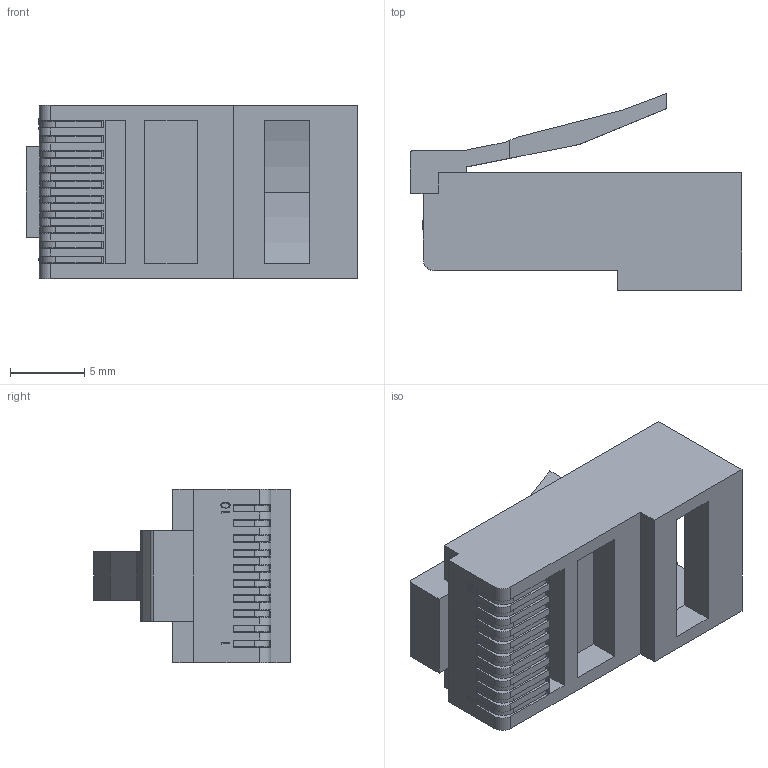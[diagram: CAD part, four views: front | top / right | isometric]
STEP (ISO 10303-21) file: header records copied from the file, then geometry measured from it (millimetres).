
FILE_DESCRIPTION (( 'STEP AP203' ), '1' );
FILE_NAME ('TDR10P10C.STEP', '2006-06-30T18:56:01', ( ' ' ), ( ' ' ), 'SwSTEP 2.0', 'SolidWorks 2005354', '' );
FILE_SCHEMA (( 'CONFIG_CONTROL_DESIGN' ));
Length unit declared in the file: inch
Products named in the file (1): TDR10P10C
Bounding box: 22.33 x 13.26 x 11.68 mm (x, y, z)
Volume: 1131.9 mm3; surface area: 2164.5 mm2
Topology: 1 solids, 1 shells, 189 faces, 508 edges, 338 vertices
Faces by surface type: plane 155, cylinder 25, bspline 9
Entity records: 7047 total; most frequent: CARTESIAN_POINT 2227, ORIENTED_EDGE 1016, DIRECTION 902, EDGE_CURVE 508, VECTOR 440, LINE 440, VERTEX_POINT 338, AXIS2_PLACEMENT_3D 231
